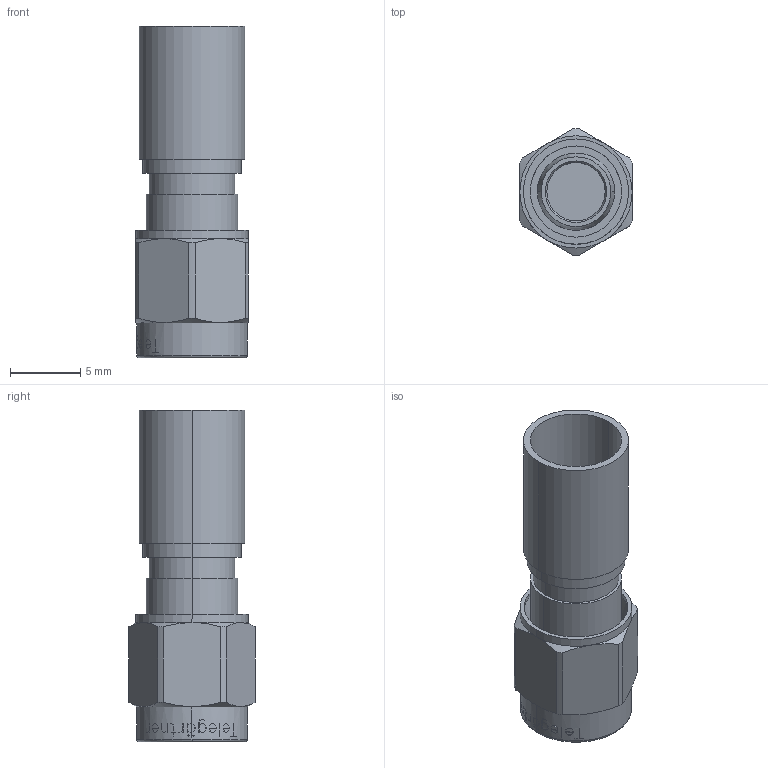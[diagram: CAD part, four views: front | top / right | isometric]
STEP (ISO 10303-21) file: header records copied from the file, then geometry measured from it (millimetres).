
FILE_DESCRIPTION (( 'STEP AP214' ), '1' );
FILE_NAME ('J01150R0051.STEP', '2017-05-15T08:41:53', ( '' ), ( '' ), 'SwSTEP 2.0', 'SolidWorks 2015', '' );
FILE_SCHEMA (( 'AUTOMOTIVE_DESIGN' ));
Length unit declared in the file: millimetre
Products named in the file (1): J01150R0051
Bounding box: 8 x 9 x 23.65 mm (x, y, z)
Volume: 756.6 mm3; surface area: 1127.7 mm2
Topology: 1 solids, 1 shells, 379 faces, 1011 edges, 664 vertices
Faces by surface type: bspline 158, plane 133, cylinder 64, cone 18, torus 6
Entity records: 16785 total; most frequent: CARTESIAN_POINT 4553, ORIENTED_EDGE 2022, DIRECTION 1119, EDGE_CURVE 1011, VERTEX_POINT 664, B_SPLINE_CURVE_WITH_KNOTS 556, AXIS2_PLACEMENT_3D 442, EDGE_LOOP 409
